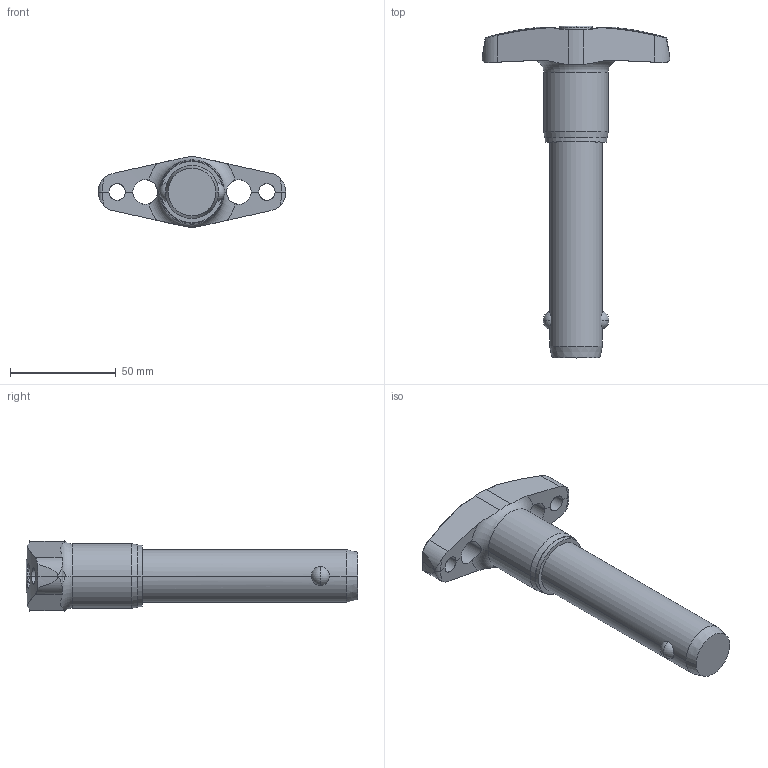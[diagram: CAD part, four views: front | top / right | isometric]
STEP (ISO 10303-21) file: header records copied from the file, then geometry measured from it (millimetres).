
FILE_DESCRIPTION(('STEP AP214'),'1');
FILE_NAME('HALDERN_EH_22340_0103.stp','2017-07-04T08:48:44',('TraceParts'),('TraceParts S.A.'),'Spatial InterOp 3D',' ',' ');
FILE_SCHEMA(('automotive_design'));
Length unit declared in the file: millimetre
Products named in the file (1): HALDERN_EH_22340_0103
Bounding box: 88.7 x 156.8 x 33.21 mm (x, y, z)
Volume: 103602.5 mm3; surface area: 19883.4 mm2
Topology: 1 solids, 1 shells, 98 faces, 259 edges, 149 vertices
Faces by surface type: torus 34, cylinder 22, sphere 18, cone 12, plane 8, bspline 4
Entity records: 4630 total; most frequent: CARTESIAN_POINT 1505, ORIENTED_EDGE 502, DIRECTION 500, EDGE_CURVE 251, AXIS2_PLACEMENT_3D 232, VERTEX_POINT 149, CIRCLE 137, EDGE_LOOP 100
